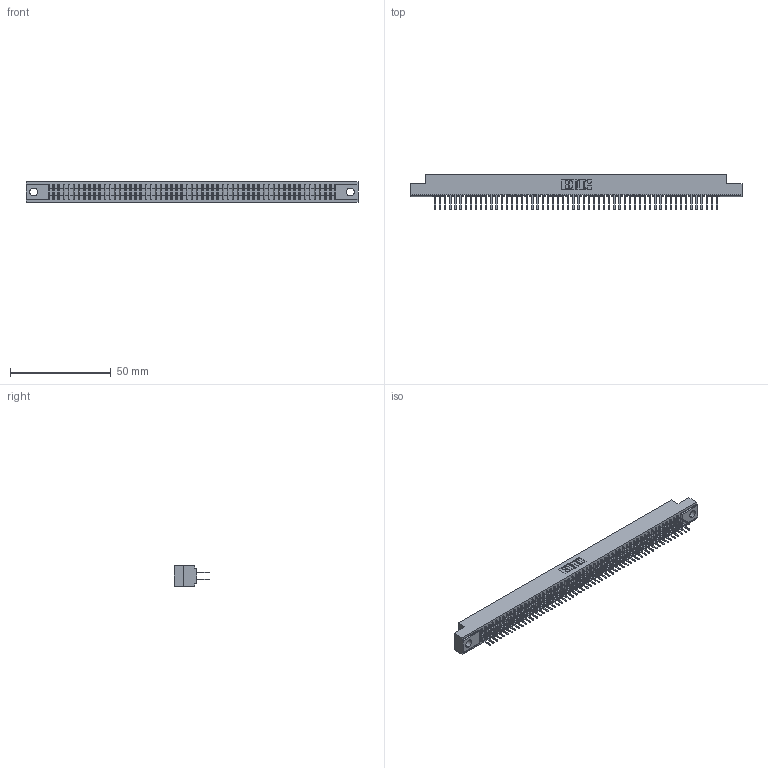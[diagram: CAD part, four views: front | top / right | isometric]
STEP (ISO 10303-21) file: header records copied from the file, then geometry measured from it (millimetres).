
FILE_DESCRIPTION (( 'STEP AP203' ), '1' );
FILE_NAME ('341-112-521-204.STEP', '2018-08-08T13:04:37', ( '' ), ( '' ), 'SwSTEP 2.0', 'SolidWorks 2016', '' );
FILE_SCHEMA (( 'CONFIG_CONTROL_DESIGN' ));
Length unit declared in the file: inch
Products named in the file (3): 341 Part_.156 (3.96) Dia Mounting Holes; 341-292-001_341-292-121; 341-112-521-204
Assembly tree (113 placements, depth 2):
  341-112-521-204
    341 Part_.156 (3.96) Dia Mounting Holes
    341-292-001_341-292-121  x112
Bounding box: 164.47 x 17.7 x 10.16 mm (x, y, z)
Volume: 12136.2 mm3; surface area: 22365 mm2
Topology: 113 solids, 113 shells, 7522 faces, 21800 edges, 14118 vertices
Faces by surface type: plane 4562, cylinder 2736, sphere 114, torus 110
Entity records: 66325 total; most frequent: CARTESIAN_POINT 11030, ORIENTED_EDGE 10960, DIRECTION 10686, EDGE_CURVE 5480, VECTOR 4450, LINE 4450, VERTEX_POINT 3462, AXIS2_PLACEMENT_3D 3118
